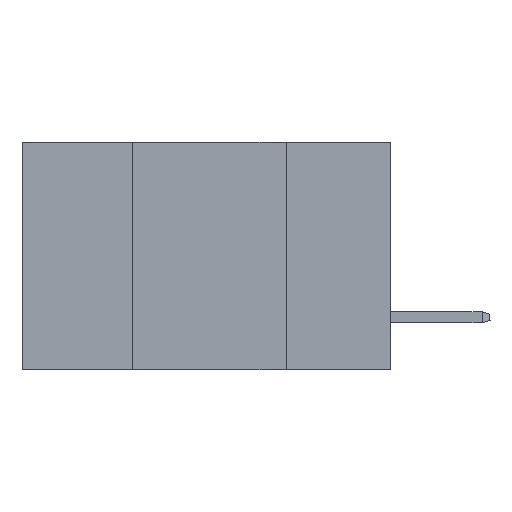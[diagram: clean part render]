
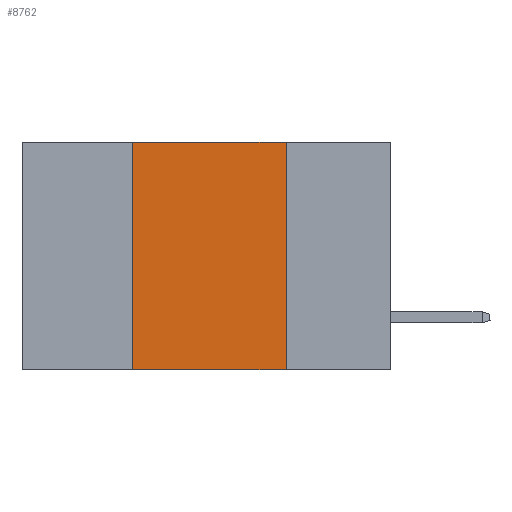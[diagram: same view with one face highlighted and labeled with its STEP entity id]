
A CAD part, left-side view. The second image highlights one B-rep face of the part: STEP entity #8762.
In plain terms, the highlighted planar face has unit normal (-1, 0, 0).
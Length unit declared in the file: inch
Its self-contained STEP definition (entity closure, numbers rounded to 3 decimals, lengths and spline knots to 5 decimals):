
#210 = CARTESIAN_POINT ( 'NONE',  ( 0., 0.17, -0.37 ) ) ;
#583 = AXIS2_PLACEMENT_3D ( 'NONE', #3314, #1876, #18197 ) ;
#918 = VECTOR ( 'NONE', #20914, 39.37008 ) ;
#1150 = CARTESIAN_POINT ( 'NONE',  ( 0., 0.17, 0. ) ) ;
#1876 = DIRECTION ( 'NONE',  ( 1., 0., 0. ) ) ;
#2144 = DIRECTION ( 'NONE',  ( 0., 0., -1. ) ) ;
#2631 = EDGE_LOOP ( 'NONE', ( #16049, #4171, #4487, #19937 ) ) ;
#2655 = CARTESIAN_POINT ( 'NONE',  ( 0., 0.17, 0. ) ) ;
#3314 = CARTESIAN_POINT ( 'NONE',  ( 0., 0.6, 0. ) ) ;
#4171 = ORIENTED_EDGE ( 'NONE', *, *, #9934, .F. ) ;
#4177 = VECTOR ( 'NONE', #21092, 39.37008 ) ;
#4433 = VERTEX_POINT ( 'NONE', #210 ) ;
#4487 = ORIENTED_EDGE ( 'NONE', *, *, #18367, .F. ) ;
#4693 = LINE ( 'NONE', #9626, #4177 ) ;
#4913 = LINE ( 'NONE', #2655, #7740 ) ;
#5495 = EDGE_CURVE ( 'NONE', #9644, #4433, #4913, .T. ) ;
#7740 = VECTOR ( 'NONE', #2144, 39.37008 ) ;
#8589 = CARTESIAN_POINT ( 'NONE',  ( 0., 0.42, -0.37 ) ) ;
#8762 = ADVANCED_FACE ( 'NONE', ( #10385 ), #13388, .F. ) ;
#9626 = CARTESIAN_POINT ( 'NONE',  ( 0., 0.6, 0. ) ) ;
#9644 = VERTEX_POINT ( 'NONE', #1150 ) ;
#9934 = EDGE_CURVE ( 'NONE', #20990, #9644, #4693, .T. ) ;
#10385 = FACE_OUTER_BOUND ( 'NONE', #2631, .T. ) ;
#11238 = CARTESIAN_POINT ( 'NONE',  ( 0., 0.6, -0.37 ) ) ;
#12346 = CARTESIAN_POINT ( 'NONE',  ( 0., 0.42, 0. ) ) ;
#13388 = PLANE ( 'NONE',  #583 ) ;
#13896 = CARTESIAN_POINT ( 'NONE',  ( 0., 0.42, 0. ) ) ;
#15063 = LINE ( 'NONE', #12346, #20207 ) ;
#15473 = EDGE_CURVE ( 'NONE', #19371, #4433, #19375, .T. ) ;
#16049 = ORIENTED_EDGE ( 'NONE', *, *, #5495, .F. ) ;
#18197 = DIRECTION ( 'NONE',  ( 0., 0., -1. ) ) ;
#18367 = EDGE_CURVE ( 'NONE', #19371, #20990, #15063, .T. ) ;
#18652 = DIRECTION ( 'NONE',  ( 0., 0., 1. ) ) ;
#19371 = VERTEX_POINT ( 'NONE', #8589 ) ;
#19375 = LINE ( 'NONE', #11238, #918 ) ;
#19937 = ORIENTED_EDGE ( 'NONE', *, *, #15473, .T. ) ;
#20207 = VECTOR ( 'NONE', #18652, 39.37008 ) ;
#20914 = DIRECTION ( 'NONE',  ( 0., -1., 0. ) ) ;
#20990 = VERTEX_POINT ( 'NONE', #13896 ) ;
#21092 = DIRECTION ( 'NONE',  ( 0., -1., 0. ) ) ;
